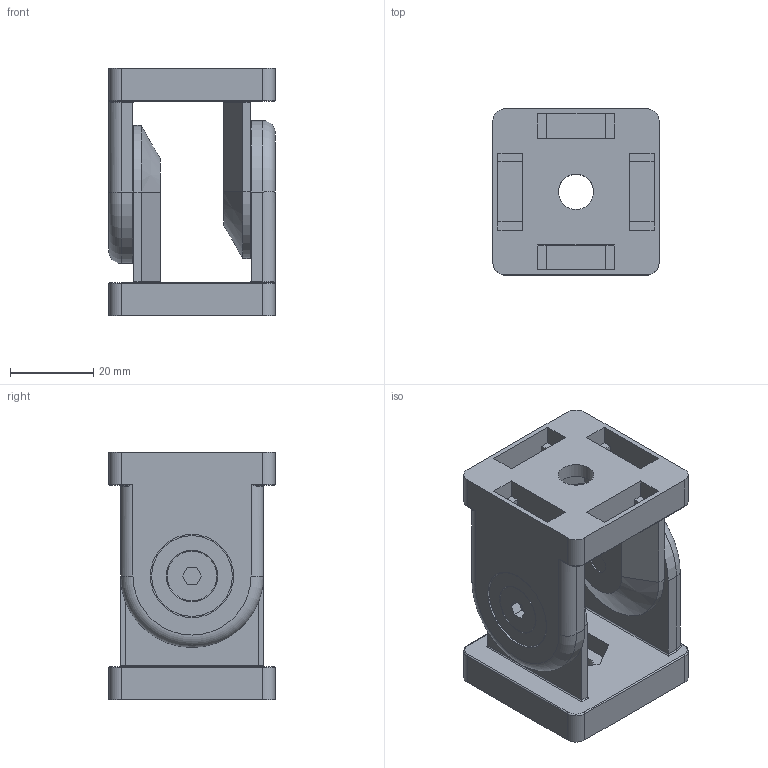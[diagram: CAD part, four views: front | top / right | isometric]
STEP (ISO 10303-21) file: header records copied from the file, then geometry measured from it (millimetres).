
FILE_DESCRIPTION(/* description */ ('Šroub DIN 7991'),/* implementation_level */ '2;1');
FILE_NAME(/* name */ '324040.stp',/* time_stamp */ '2015-08-13T16:35:41+02:00',/* author */ ('veronikaf'),/* organization */ (''),/* preprocessor_version */ 'ST-DEVELOPER v15.2',/* originating_system */ 'Autodesk Inventor 2014',/* authorisation */ '');
FILE_SCHEMA (('AUTOMOTIVE_DESIGN { 1 0 10303 214 3 1 1 }'));
Length unit declared in the file: millimetre
Products named in the file (5): 200612.4; 324040-1; 324040-2; 324040-3; 324040
Assembly tree (8 placements, depth 2):
  324040
    200612.4  x2
    324040-1  x2
    324040-2  x2
    324040-3  x2
Bounding box: 40 x 40 x 59.6 mm (x, y, z)
Volume: 42259.3 mm3; surface area: 26441.7 mm2
Topology: 8 solids, 8 shells, 330 faces, 794 edges, 508 vertices
Faces by surface type: plane 200, cylinder 102, torus 16, cone 8, bspline 4
Full cylindrical faces by diameter (mm): 1.5 x8, 4.917 x2, 6 x2, 6.8 x2, 8.5 x2, 12 x2, 13 x4, 16 x2, 16.4 x2, 19.4 x2, 20 x2, 25.8 x2, 26 x2
Entity records: 4873 total; most frequent: CARTESIAN_POINT 896, DIRECTION 830, ORIENTED_EDGE 740, EDGE_CURVE 370, AXIS2_PLACEMENT_3D 288, LINE 254, VECTOR 254, VERTEX_POINT 250
